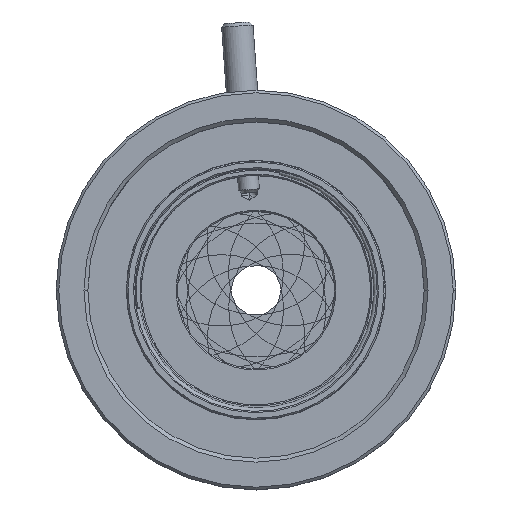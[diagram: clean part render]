
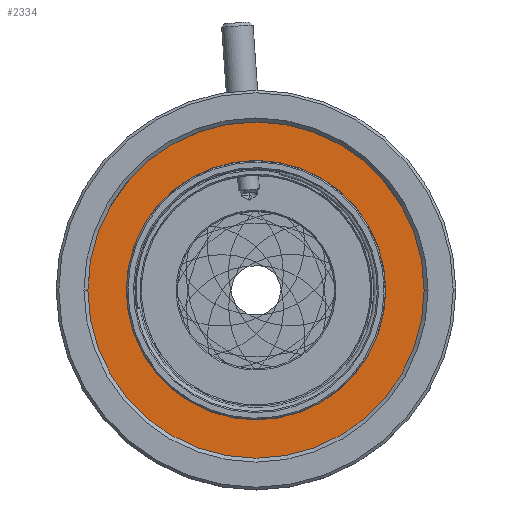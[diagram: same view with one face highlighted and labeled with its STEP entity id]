
A CAD part, top view. The second image highlights one B-rep face of the part: STEP entity #2334.
In plain terms, the highlighted planar face has unit normal (0, 0, 1).
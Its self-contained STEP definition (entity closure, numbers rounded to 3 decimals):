
#116 = CARTESIAN_POINT ( 'NONE',  ( 0., 0., 6.8 ) ) ;
#170 = VERTEX_POINT ( 'NONE', #9427 ) ;
#285 = CIRCLE ( 'NONE', #4474, 13.33 ) ;
#287 = DIRECTION ( 'NONE',  ( 0., 0., 1. ) ) ;
#498 = VERTEX_POINT ( 'NONE', #9113 ) ;
#1087 = DIRECTION ( 'NONE',  ( 1., 0., 0. ) ) ;
#1596 = AXIS2_PLACEMENT_3D ( 'NONE', #8080, #287, #1087 ) ;
#1990 = VERTEX_POINT ( 'NONE', #10332 ) ;
#2177 = DIRECTION ( 'NONE',  ( 1., 0., 0. ) ) ;
#2334 = ADVANCED_FACE ( 'NONE', ( #9510, #5731 ), #4291, .T. ) ;
#2790 = ORIENTED_EDGE ( 'NONE', *, *, #10196, .T. ) ;
#3138 = VERTEX_POINT ( 'NONE', #5853 ) ;
#3746 = ORIENTED_EDGE ( 'NONE', *, *, #7811, .T. ) ;
#4058 = CARTESIAN_POINT ( 'NONE',  ( 0., 0., 6.8 ) ) ;
#4291 = PLANE ( 'NONE',  #5356 ) ;
#4474 = AXIS2_PLACEMENT_3D ( 'NONE', #116, #10466, #7123 ) ;
#4780 = EDGE_CURVE ( 'NONE', #3138, #498, #5967, .T. ) ;
#5356 = AXIS2_PLACEMENT_3D ( 'NONE', #8390, #6644, #10414 ) ;
#5731 = FACE_OUTER_BOUND ( 'NONE', #6722, .T. ) ;
#5853 = CARTESIAN_POINT ( 'NONE',  ( 9.9, 0., 6.8 ) ) ;
#5967 = CIRCLE ( 'NONE', #6502, 9.9 ) ;
#6256 = EDGE_CURVE ( 'NONE', #498, #3138, #8674, .T. ) ;
#6502 = AXIS2_PLACEMENT_3D ( 'NONE', #4058, #7516, #10971 ) ;
#6644 = DIRECTION ( 'NONE',  ( 0., 0., 1. ) ) ;
#6722 = EDGE_LOOP ( 'NONE', ( #3746, #2790 ) ) ;
#7123 = DIRECTION ( 'NONE',  ( 1., 0., 0. ) ) ;
#7137 = DIRECTION ( 'NONE',  ( 0., 0., 1. ) ) ;
#7516 = DIRECTION ( 'NONE',  ( 0., 0., 1. ) ) ;
#7811 = EDGE_CURVE ( 'NONE', #1990, #170, #285, .T. ) ;
#8080 = CARTESIAN_POINT ( 'NONE',  ( 0., 0., 6.8 ) ) ;
#8248 = CARTESIAN_POINT ( 'NONE',  ( 0., 0., 6.8 ) ) ;
#8390 = CARTESIAN_POINT ( 'NONE',  ( 0., 0., 6.8 ) ) ;
#8391 = EDGE_LOOP ( 'NONE', ( #8863, #8923 ) ) ;
#8674 = CIRCLE ( 'NONE', #1596, 9.9 ) ;
#8807 = AXIS2_PLACEMENT_3D ( 'NONE', #8248, #7137, #2177 ) ;
#8863 = ORIENTED_EDGE ( 'NONE', *, *, #4780, .F. ) ;
#8923 = ORIENTED_EDGE ( 'NONE', *, *, #6256, .F. ) ;
#9113 = CARTESIAN_POINT ( 'NONE',  ( -9.9, 0., 6.8 ) ) ;
#9427 = CARTESIAN_POINT ( 'NONE',  ( 13.33, 0., 6.8 ) ) ;
#9510 = FACE_BOUND ( 'NONE', #8391, .T. ) ;
#9722 = CIRCLE ( 'NONE', #8807, 13.33 ) ;
#10196 = EDGE_CURVE ( 'NONE', #170, #1990, #9722, .T. ) ;
#10332 = CARTESIAN_POINT ( 'NONE',  ( -13.33, 0., 6.8 ) ) ;
#10414 = DIRECTION ( 'NONE',  ( 1., 0., 0. ) ) ;
#10466 = DIRECTION ( 'NONE',  ( 0., 0., 1. ) ) ;
#10971 = DIRECTION ( 'NONE',  ( 1., 0., 0. ) ) ;
